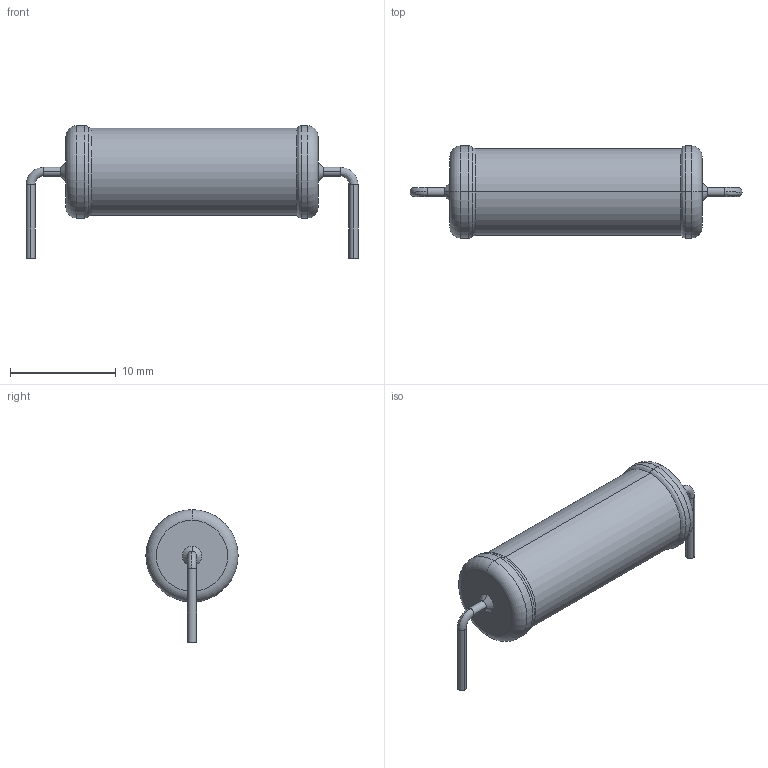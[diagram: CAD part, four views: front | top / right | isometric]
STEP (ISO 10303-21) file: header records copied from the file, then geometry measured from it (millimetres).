
FILE_DESCRIPTION((''),'2;1');
FILE_NAME('RES_VISHAY_RMA-10.stp','2012-04-12T14:41:01',(''),(''),'Mechanical Desktop 2011','Mechanical Desktop 2011',', , ');
FILE_SCHEMA(('AUTOMOTIVE_DESIGN { 1 2 10303 214 1 1 1 1 }'));
Length unit declared in the file: millimetre
Products named in the file (1): Product
Bounding box: 31.33 x 8.71 x 12.51 mm (x, y, z)
Volume: 1288 mm3; surface area: 789.2 mm2
Topology: 5 solids, 5 shells, 42 faces, 82 edges, 50 vertices
Faces by surface type: bspline 16, cylinder 10, torus 8, plane 6, cone 2
Entity records: 1392 total; most frequent: CARTESIAN_POINT 481, DIRECTION 200, ORIENTED_EDGE 164, AXIS2_PLACEMENT_3D 91, EDGE_CURVE 82, CIRCLE 64, VERTEX_POINT 50, EDGE_LOOP 42
